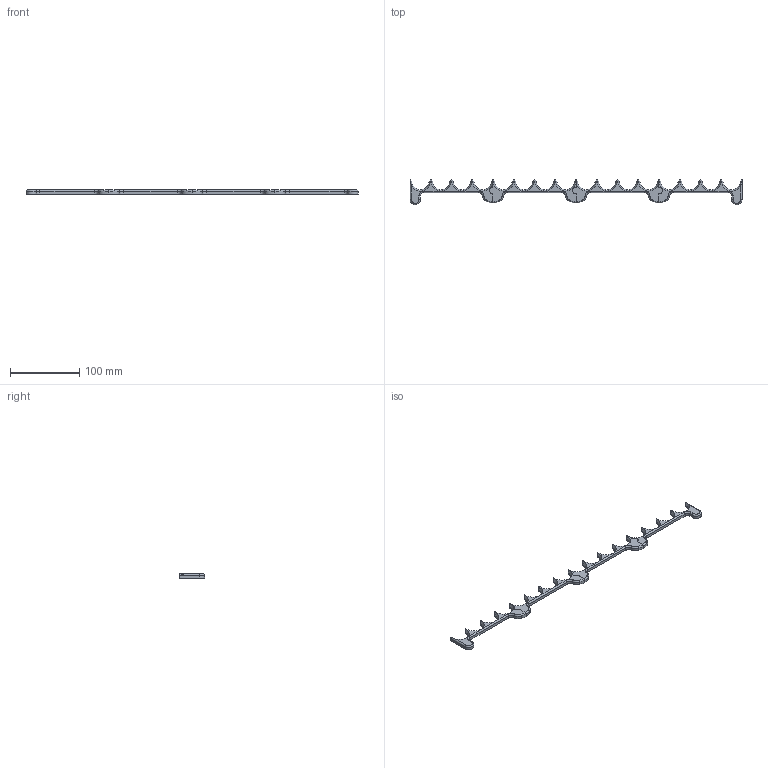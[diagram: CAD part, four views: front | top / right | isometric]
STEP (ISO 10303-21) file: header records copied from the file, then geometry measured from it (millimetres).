
FILE_DESCRIPTION(/* description */ (''),/* implementation_level */ '2;1');
FILE_NAME(/* name */ 'ATC_guide_out_figures_gesamt.step',/* time_stamp */ '2021-03-21T00:08:16+01:00',/* author */ (''),/* organization */ (''),/* preprocessor_version */ 'ST-DEVELOPER v18.1',/* originating_system */ 'Autodesk Translation Framework v9.10.0.1330',/* authorisation */ '');
FILE_SCHEMA (('AUTOMOTIVE_DESIGN { 1 0 10303 214 3 1 1 }'));
Length unit declared in the file: millimetre
Products named in the file (1): ATC_guide_out_figures
Bounding box: 480 x 36.5 x 6 mm (x, y, z)
Volume: 28630.8 mm3; surface area: 20795.6 mm2
Topology: 4 solids, 4 shells, 258 faces, 660 edges, 418 vertices
Faces by surface type: plane 160, cylinder 54, torus 22, cone 22
Full cylindrical faces by diameter (mm): 10.5 x8
Entity records: 7782 total; most frequent: DIRECTION 1362, CARTESIAN_POINT 1351, ORIENTED_EDGE 1320, EDGE_CURVE 660, LINE 472, VECTOR 472, AXIS2_PLACEMENT_3D 445, VERTEX_POINT 418
